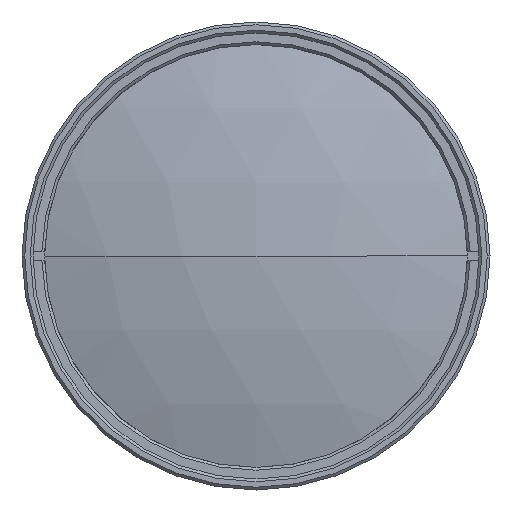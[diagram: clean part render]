
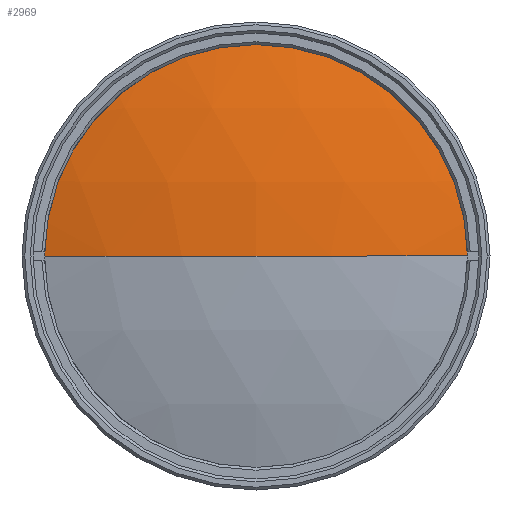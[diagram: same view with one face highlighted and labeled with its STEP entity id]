
A CAD part, left-side view. The second image highlights one B-rep face of the part: STEP entity #2969.
In plain terms, the highlighted spherical face has radius 139 mm.
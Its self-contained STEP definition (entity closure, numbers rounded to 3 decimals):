
#251 = AXIS2_PLACEMENT_3D ( 'NONE', #1847, #2201, #2526 ) ;
#373 = EDGE_CURVE ( 'NONE', #2800, #2231, #4140, .T. ) ;
#538 = ORIENTED_EDGE ( 'NONE', *, *, #2950, .F. ) ;
#685 = AXIS2_PLACEMENT_3D ( 'NONE', #3067, #3756, #1692 ) ;
#735 = CIRCLE ( 'NONE', #1078, 139. ) ;
#1078 = AXIS2_PLACEMENT_3D ( 'NONE', #1690, #2014, #1984 ) ;
#1325 = ORIENTED_EDGE ( 'NONE', *, *, #3837, .F. ) ;
#1690 = CARTESIAN_POINT ( 'NONE',  ( 18.356, 0., 0. ) ) ;
#1692 = DIRECTION ( 'NONE',  ( 0., 0., -1. ) ) ;
#1847 = CARTESIAN_POINT ( 'NONE',  ( 18.356, 0., 0. ) ) ;
#1984 = DIRECTION ( 'NONE',  ( -1., 0., 0. ) ) ;
#2014 = DIRECTION ( 'NONE',  ( 0., 0., -1. ) ) ;
#2116 = CARTESIAN_POINT ( 'NONE',  ( -120.644, 0., 0. ) ) ;
#2201 = DIRECTION ( 'NONE',  ( 0., 0., 1. ) ) ;
#2229 = SPHERICAL_SURFACE ( 'NONE', #3636, 139. ) ;
#2231 = VERTEX_POINT ( 'NONE', #4452 ) ;
#2274 = FACE_OUTER_BOUND ( 'NONE', #2458, .T. ) ;
#2458 = EDGE_LOOP ( 'NONE', ( #1325, #2508, #538 ) ) ;
#2508 = ORIENTED_EDGE ( 'NONE', *, *, #373, .T. ) ;
#2526 = DIRECTION ( 'NONE',  ( 0., -1., 0. ) ) ;
#2800 = VERTEX_POINT ( 'NONE', #2116 ) ;
#2859 = VERTEX_POINT ( 'NONE', #4207 ) ;
#2950 = EDGE_CURVE ( 'NONE', #2859, #2231, #3840, .T. ) ;
#2969 = ADVANCED_FACE ( 'NONE', ( #2274 ), #2229, .T. ) ;
#3067 = CARTESIAN_POINT ( 'NONE',  ( -114.764, 0., 0. ) ) ;
#3083 = DIRECTION ( 'NONE',  ( 0., 0., 1. ) ) ;
#3636 = AXIS2_PLACEMENT_3D ( 'NONE', #3745, #3083, #3732 ) ;
#3732 = DIRECTION ( 'NONE',  ( 0., 1., 0. ) ) ;
#3745 = CARTESIAN_POINT ( 'NONE',  ( 18.356, 0., 0. ) ) ;
#3756 = DIRECTION ( 'NONE',  ( 1., 0., 0. ) ) ;
#3837 = EDGE_CURVE ( 'NONE', #2800, #2859, #735, .T. ) ;
#3840 = CIRCLE ( 'NONE', #685, 40. ) ;
#4140 = CIRCLE ( 'NONE', #251, 139. ) ;
#4207 = CARTESIAN_POINT ( 'NONE',  ( -114.764, 40., 0. ) ) ;
#4452 = CARTESIAN_POINT ( 'NONE',  ( -114.764, -40., 0. ) ) ;
